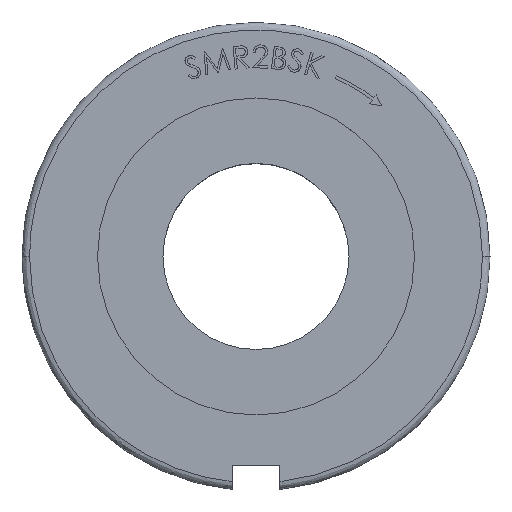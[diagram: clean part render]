
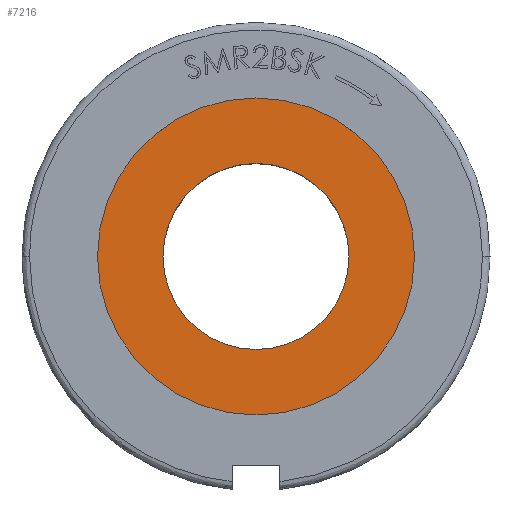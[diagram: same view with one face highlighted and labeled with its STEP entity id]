
A CAD part, top view. The second image highlights one B-rep face of the part: STEP entity #7216.
In plain terms, the highlighted planar face has unit normal (0, 0, 1).
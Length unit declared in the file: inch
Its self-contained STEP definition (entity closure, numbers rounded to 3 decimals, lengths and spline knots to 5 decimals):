
#15 = CARTESIAN_POINT ( 'NONE',  ( 0.82677, 0., 0.41339 ) ) ;
#108 = CARTESIAN_POINT ( 'NONE',  ( 0., 0., 0.41339 ) ) ;
#165 = VERTEX_POINT ( 'NONE', #5034 ) ;
#778 = AXIS2_PLACEMENT_3D ( 'NONE', #108, #6134, #2548 ) ;
#1097 = CIRCLE ( 'NONE', #1588, 0.48524 ) ;
#1588 = AXIS2_PLACEMENT_3D ( 'NONE', #2045, #6226, #2644 ) ;
#1595 = CARTESIAN_POINT ( 'NONE',  ( -0.82677, 0., 0.41339 ) ) ;
#1637 = VERTEX_POINT ( 'NONE', #15 ) ;
#1678 = ORIENTED_EDGE ( 'NONE', *, *, #2064, .T. ) ;
#1790 = DIRECTION ( 'NONE',  ( 1., 0., 0. ) ) ;
#1818 = DIRECTION ( 'NONE',  ( 0., 0., 1. ) ) ;
#1844 = CARTESIAN_POINT ( 'NONE',  ( 0., 0., 0.41339 ) ) ;
#2045 = CARTESIAN_POINT ( 'NONE',  ( 0., 0., 0.41339 ) ) ;
#2064 = EDGE_CURVE ( 'NONE', #4193, #1637, #4008, .T. ) ;
#2548 = DIRECTION ( 'NONE',  ( 1., 0., 0. ) ) ;
#2644 = DIRECTION ( 'NONE',  ( -1., 0., 0. ) ) ;
#3147 = DIRECTION ( 'NONE',  ( 0., 0., 1. ) ) ;
#3223 = DIRECTION ( 'NONE',  ( 0., 0., -1. ) ) ;
#3526 = VERTEX_POINT ( 'NONE', #5744 ) ;
#3752 = ORIENTED_EDGE ( 'NONE', *, *, #7282, .T. ) ;
#4008 = CIRCLE ( 'NONE', #5398, 0.82677 ) ;
#4129 = ORIENTED_EDGE ( 'NONE', *, *, #5461, .T. ) ;
#4193 = VERTEX_POINT ( 'NONE', #1595 ) ;
#4565 = EDGE_LOOP ( 'NONE', ( #4129, #3752 ) ) ;
#5034 = CARTESIAN_POINT ( 'NONE',  ( 0.48524, 0., 0.41339 ) ) ;
#5079 = CIRCLE ( 'NONE', #5862, 0.82677 ) ;
#5313 = EDGE_CURVE ( 'NONE', #1637, #4193, #5079, .T. ) ;
#5398 = AXIS2_PLACEMENT_3D ( 'NONE', #1844, #1818, #1790 ) ;
#5461 = EDGE_CURVE ( 'NONE', #3526, #165, #7492, .T. ) ;
#5510 = EDGE_LOOP ( 'NONE', ( #6924, #1678 ) ) ;
#5744 = CARTESIAN_POINT ( 'NONE',  ( -0.48524, 0., 0.41339 ) ) ;
#5862 = AXIS2_PLACEMENT_3D ( 'NONE', #6738, #3147, #7316 ) ;
#6104 = FACE_OUTER_BOUND ( 'NONE', #5510, .T. ) ;
#6134 = DIRECTION ( 'NONE',  ( 0., 0., 1. ) ) ;
#6226 = DIRECTION ( 'NONE',  ( 0., 0., -1. ) ) ;
#6738 = CARTESIAN_POINT ( 'NONE',  ( 0., 0., 0.41339 ) ) ;
#6803 = CARTESIAN_POINT ( 'NONE',  ( 0., 0., 0.41339 ) ) ;
#6924 = ORIENTED_EDGE ( 'NONE', *, *, #5313, .T. ) ;
#7216 = ADVANCED_FACE ( 'NONE', ( #6104, #7633 ), #7291, .T. ) ;
#7282 = EDGE_CURVE ( 'NONE', #165, #3526, #1097, .T. ) ;
#7291 = PLANE ( 'NONE',  #778 ) ;
#7316 = DIRECTION ( 'NONE',  ( 1., 0., 0. ) ) ;
#7387 = DIRECTION ( 'NONE',  ( -1., 0., 0. ) ) ;
#7430 = AXIS2_PLACEMENT_3D ( 'NONE', #6803, #3223, #7387 ) ;
#7492 = CIRCLE ( 'NONE', #7430, 0.48524 ) ;
#7633 = FACE_BOUND ( 'NONE', #4565, .T. ) ;
